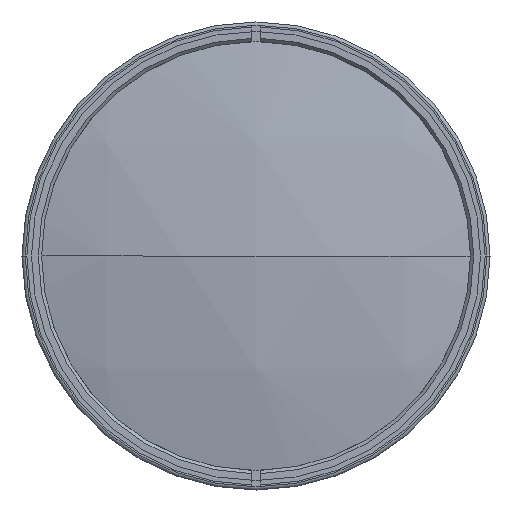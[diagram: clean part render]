
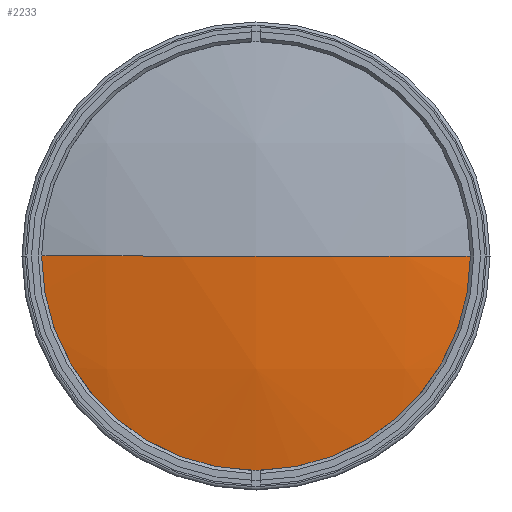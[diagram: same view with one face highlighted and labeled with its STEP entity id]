
A CAD part, left-side view. The second image highlights one B-rep face of the part: STEP entity #2233.
In plain terms, the highlighted spherical face has radius 300.64 mm.
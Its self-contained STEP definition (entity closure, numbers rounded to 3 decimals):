
#350 = CARTESIAN_POINT ( 'NONE',  ( -278., 0., 0. ) ) ;
#414 = AXIS2_PLACEMENT_3D ( 'NONE', #3176, #1437, #1706 ) ;
#440 = CARTESIAN_POINT ( 'NONE',  ( 22.64, 0., 0. ) ) ;
#448 = EDGE_LOOP ( 'NONE', ( #1425, #639, #3056 ) ) ;
#639 = ORIENTED_EDGE ( 'NONE', *, *, #2319, .T. ) ;
#685 = CIRCLE ( 'NONE', #1189, 300.64 ) ;
#822 = EDGE_CURVE ( 'NONE', #2370, #1711, #1468, .T. ) ;
#928 = VERTEX_POINT ( 'NONE', #350 ) ;
#1004 = AXIS2_PLACEMENT_3D ( 'NONE', #440, #1015, #2749 ) ;
#1015 = DIRECTION ( 'NONE',  ( 0., 0., -1. ) ) ;
#1189 = AXIS2_PLACEMENT_3D ( 'NONE', #1276, #1534, #1242 ) ;
#1242 = DIRECTION ( 'NONE',  ( 0., -1., 0. ) ) ;
#1276 = CARTESIAN_POINT ( 'NONE',  ( 22.64, 0., 0. ) ) ;
#1334 = CARTESIAN_POINT ( 'NONE',  ( -270.092, 0., 0. ) ) ;
#1425 = ORIENTED_EDGE ( 'NONE', *, *, #822, .T. ) ;
#1437 = DIRECTION ( 'NONE',  ( 0., 0., -1. ) ) ;
#1468 = CIRCLE ( 'NONE', #2562, 68.5 ) ;
#1534 = DIRECTION ( 'NONE',  ( 0., 0., 1. ) ) ;
#1706 = DIRECTION ( 'NONE',  ( 0., 1., 0. ) ) ;
#1711 = VERTEX_POINT ( 'NONE', #2177 ) ;
#1874 = DIRECTION ( 'NONE',  ( -1., 0., 0. ) ) ;
#2010 = CARTESIAN_POINT ( 'NONE',  ( -270.092, 68.5, 0. ) ) ;
#2177 = CARTESIAN_POINT ( 'NONE',  ( -270.092, -68.5, 0. ) ) ;
#2233 = ADVANCED_FACE ( 'NONE', ( #2612 ), #2879, .T. ) ;
#2319 = EDGE_CURVE ( 'NONE', #1711, #928, #3271, .T. ) ;
#2344 = EDGE_CURVE ( 'NONE', #2370, #928, #685, .T. ) ;
#2370 = VERTEX_POINT ( 'NONE', #2010 ) ;
#2562 = AXIS2_PLACEMENT_3D ( 'NONE', #1334, #1874, #3055 ) ;
#2612 = FACE_OUTER_BOUND ( 'NONE', #448, .T. ) ;
#2749 = DIRECTION ( 'NONE',  ( 0., 1., 0. ) ) ;
#2879 = SPHERICAL_SURFACE ( 'NONE', #414, 300.64 ) ;
#3055 = DIRECTION ( 'NONE',  ( 0., 0., 1. ) ) ;
#3056 = ORIENTED_EDGE ( 'NONE', *, *, #2344, .F. ) ;
#3176 = CARTESIAN_POINT ( 'NONE',  ( 22.64, 0., 0. ) ) ;
#3271 = CIRCLE ( 'NONE', #1004, 300.64 ) ;
